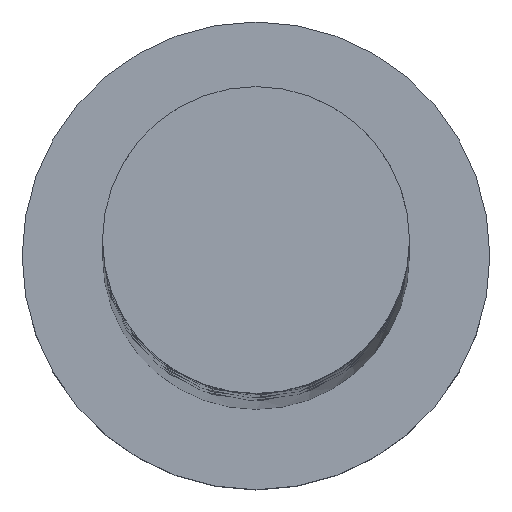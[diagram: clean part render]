
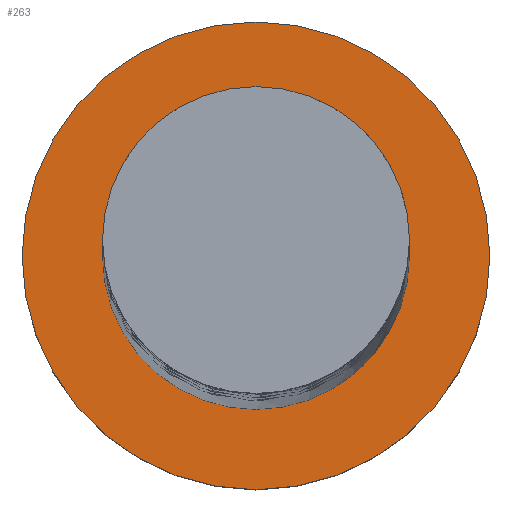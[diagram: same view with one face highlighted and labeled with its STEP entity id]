
A CAD part, top view. The second image highlights one B-rep face of the part: STEP entity #263.
In plain terms, the highlighted planar face has unit normal (0, 0, 1).
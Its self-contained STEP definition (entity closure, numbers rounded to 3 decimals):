
#139 = CARTESIAN_POINT ( 'NONE',  ( 0., 0., 5. ) ) ;
#185 = FACE_OUTER_BOUND ( 'NONE', #1522, .T. ) ;
#217 = CARTESIAN_POINT ( 'NONE',  ( -8., 0., 5. ) ) ;
#226 = DIRECTION ( 'NONE',  ( 1., 0., 0. ) ) ;
#263 = ADVANCED_FACE ( 'NONE', ( #1196, #185 ), #1820, .T. ) ;
#314 = DIRECTION ( 'NONE',  ( 1., 0., 0. ) ) ;
#454 = DIRECTION ( 'NONE',  ( 1., 0., 0. ) ) ;
#477 = CARTESIAN_POINT ( 'NONE',  ( 8., 0., 5. ) ) ;
#501 = DIRECTION ( 'NONE',  ( 0., 0., 1. ) ) ;
#518 = ORIENTED_EDGE ( 'NONE', *, *, #995, .T. ) ;
#523 = CARTESIAN_POINT ( 'NONE',  ( -5.25, 0., 5. ) ) ;
#616 = AXIS2_PLACEMENT_3D ( 'NONE', #139, #1645, #314 ) ;
#684 = AXIS2_PLACEMENT_3D ( 'NONE', #1543, #501, #226 ) ;
#748 = CIRCLE ( 'NONE', #616, 5.25 ) ;
#808 = EDGE_CURVE ( 'NONE', #1396, #1423, #983, .T. ) ;
#811 = DIRECTION ( 'NONE',  ( 1., 0., 0. ) ) ;
#902 = AXIS2_PLACEMENT_3D ( 'NONE', #1095, #1691, #454 ) ;
#926 = CARTESIAN_POINT ( 'NONE',  ( 0., 0., 5. ) ) ;
#944 = ORIENTED_EDGE ( 'NONE', *, *, #808, .T. ) ;
#983 = CIRCLE ( 'NONE', #684, 8. ) ;
#995 = EDGE_CURVE ( 'NONE', #1423, #1396, #1576, .T. ) ;
#1069 = DIRECTION ( 'NONE',  ( 1., 0., 0. ) ) ;
#1095 = CARTESIAN_POINT ( 'NONE',  ( 0., 0., 5. ) ) ;
#1189 = ORIENTED_EDGE ( 'NONE', *, *, #1620, .F. ) ;
#1196 = FACE_BOUND ( 'NONE', #1555, .T. ) ;
#1201 = AXIS2_PLACEMENT_3D ( 'NONE', #926, #1541, #811 ) ;
#1263 = VERTEX_POINT ( 'NONE', #1773 ) ;
#1351 = AXIS2_PLACEMENT_3D ( 'NONE', #1361, #1520, #1069 ) ;
#1361 = CARTESIAN_POINT ( 'NONE',  ( 0., 0., 5. ) ) ;
#1396 = VERTEX_POINT ( 'NONE', #217 ) ;
#1407 = EDGE_CURVE ( 'NONE', #1263, #1908, #1427, .T. ) ;
#1423 = VERTEX_POINT ( 'NONE', #477 ) ;
#1427 = CIRCLE ( 'NONE', #1201, 5.25 ) ;
#1520 = DIRECTION ( 'NONE',  ( 0., 0., 1. ) ) ;
#1522 = EDGE_LOOP ( 'NONE', ( #944, #518 ) ) ;
#1541 = DIRECTION ( 'NONE',  ( 0., 0., 1. ) ) ;
#1543 = CARTESIAN_POINT ( 'NONE',  ( 0., 0., 5. ) ) ;
#1555 = EDGE_LOOP ( 'NONE', ( #1189, #1899 ) ) ;
#1576 = CIRCLE ( 'NONE', #902, 8. ) ;
#1620 = EDGE_CURVE ( 'NONE', #1908, #1263, #748, .T. ) ;
#1645 = DIRECTION ( 'NONE',  ( 0., 0., 1. ) ) ;
#1691 = DIRECTION ( 'NONE',  ( 0., 0., 1. ) ) ;
#1773 = CARTESIAN_POINT ( 'NONE',  ( 5.25, 0., 5. ) ) ;
#1820 = PLANE ( 'NONE',  #1351 ) ;
#1899 = ORIENTED_EDGE ( 'NONE', *, *, #1407, .F. ) ;
#1908 = VERTEX_POINT ( 'NONE', #523 ) ;
